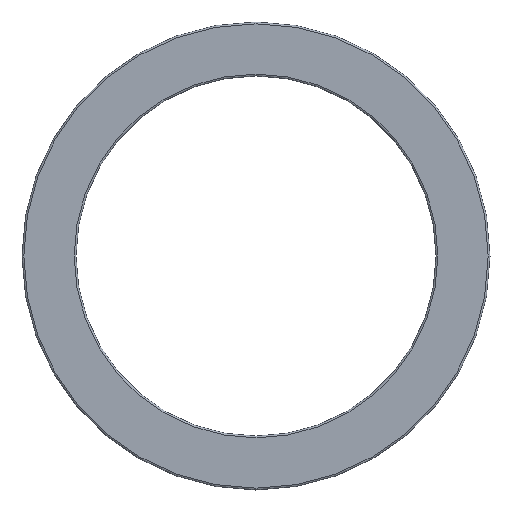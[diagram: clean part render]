
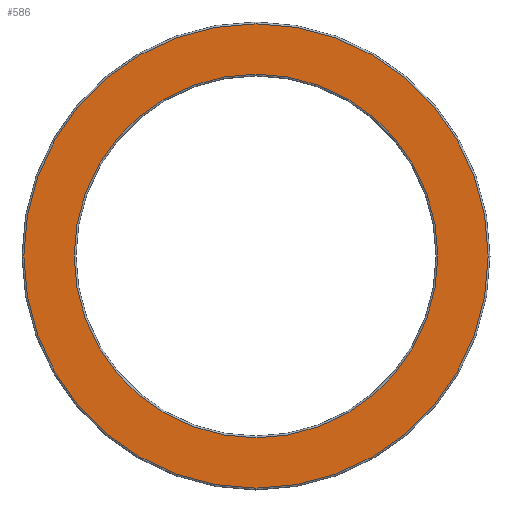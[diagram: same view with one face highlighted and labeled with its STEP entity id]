
A CAD part, left-side view. The second image highlights one B-rep face of the part: STEP entity #586.
In plain terms, the highlighted planar face has unit normal (-1, 0, 0).
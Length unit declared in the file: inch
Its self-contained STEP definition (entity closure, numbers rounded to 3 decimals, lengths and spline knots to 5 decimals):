
#13 = EDGE_CURVE ( 'NONE', #757, #757, #599, .T. ) ;
#64 = CIRCLE ( 'NONE', #134, 2.539 ) ;
#65 = CARTESIAN_POINT ( 'NONE',  ( -0.492, 0., 2.539 ) ) ;
#68 = AXIS2_PLACEMENT_3D ( 'NONE', #130, #254, #312 ) ;
#91 = AXIS2_PLACEMENT_3D ( 'NONE', #794, #470, #414 ) ;
#96 = ORIENTED_EDGE ( 'NONE', *, *, #810, .T. ) ;
#105 = CARTESIAN_POINT ( 'NONE',  ( -0.492, 0., 1.9885 ) ) ;
#130 = CARTESIAN_POINT ( 'NONE',  ( -0.492, 0., 0. ) ) ;
#134 = AXIS2_PLACEMENT_3D ( 'NONE', #228, #670, #663 ) ;
#137 = ORIENTED_EDGE ( 'NONE', *, *, #13, .F. ) ;
#141 = FACE_OUTER_BOUND ( 'NONE', #331, .T. ) ;
#228 = CARTESIAN_POINT ( 'NONE',  ( -0.492, 0., 0. ) ) ;
#254 = DIRECTION ( 'NONE',  ( -1., 0., 0. ) ) ;
#312 = DIRECTION ( 'NONE',  ( 0., 0., 1. ) ) ;
#331 = EDGE_LOOP ( 'NONE', ( #96 ) ) ;
#414 = DIRECTION ( 'NONE',  ( 0., 0., -1. ) ) ;
#450 = VERTEX_POINT ( 'NONE', #65 ) ;
#470 = DIRECTION ( 'NONE',  ( 1., 0., 0. ) ) ;
#508 = FACE_BOUND ( 'NONE', #512, .T. ) ;
#512 = EDGE_LOOP ( 'NONE', ( #137 ) ) ;
#586 = ADVANCED_FACE ( 'NONE', ( #508, #141 ), #645, .F. ) ;
#599 = CIRCLE ( 'NONE', #68, 1.9885 ) ;
#645 = PLANE ( 'NONE',  #91 ) ;
#663 = DIRECTION ( 'NONE',  ( 0., 0., 1. ) ) ;
#670 = DIRECTION ( 'NONE',  ( -1., 0., 0. ) ) ;
#757 = VERTEX_POINT ( 'NONE', #105 ) ;
#794 = CARTESIAN_POINT ( 'NONE',  ( -0.492, 0., 0. ) ) ;
#810 = EDGE_CURVE ( 'NONE', #450, #450, #64, .T. ) ;
